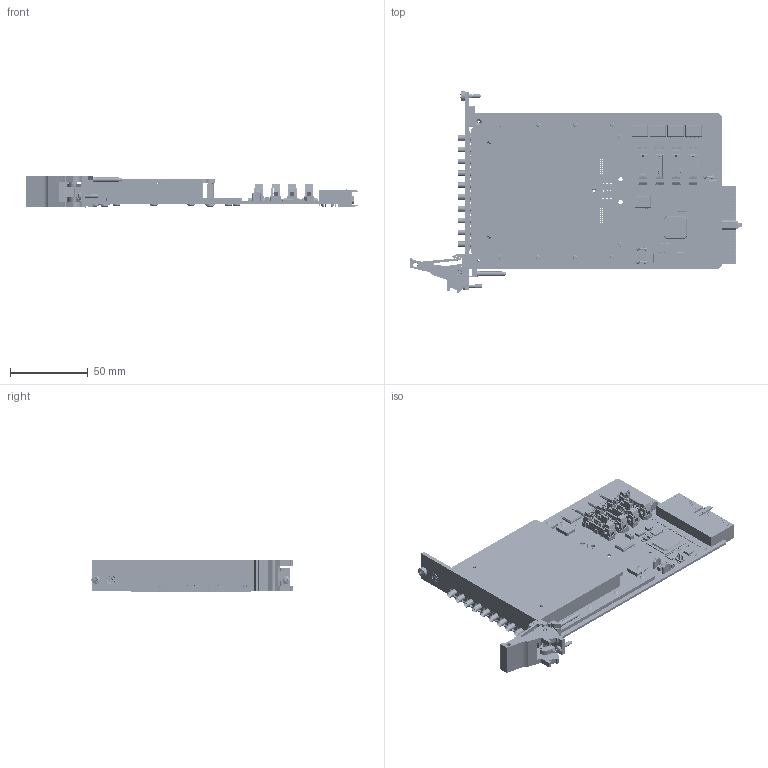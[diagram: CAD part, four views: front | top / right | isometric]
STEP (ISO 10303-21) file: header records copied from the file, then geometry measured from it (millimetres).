
FILE_DESCRIPTION (( 'STEP AP214' ), '1' );
FILE_NAME ('40-876-002 PXI Dual 4CH MUX 50Ohm SMB TERM.STEP', '2013-09-13T13:10:00', ( 'admin' ), ( '' ), 'SwSTEP 2.0', 'SolidWorks 2012', '' );
FILE_SCHEMA (( 'AUTOMOTIVE_DESIGN' ));
Length unit declared in the file: millimetre
Products named in the file (1): 40-876-002 PXI Dual 4CH MUX 50Ohm SMB TERM
Bounding box: 214.01 x 129.67 x 20.19 mm (x, y, z)
Surface area: 84454.2 mm2 (no closed solid volume)
Topology: 0 solids, 639 shells, 4015 faces, 17931 edges, 13962 vertices
Faces by surface type: plane 3080, cylinder 729, cone 107, torus 63, bspline 30, sphere 6
Full cylindrical faces by diameter (mm): 0.2 x1, 0.38 x10, 0.6 x110, 0.762 x21, 0.8 x36, 0.9 x6, 1 x3, 1.496 x2, 1.524 x8, 2 x6, 2.05 x1, 2.45 x6, 2.5 x4, 2.6 x1, 2.7 x3, 2.8 x1, 3 x3, 3.5 x10, 3.65 x10, 3.8 x6, 4.7 x1, 4.85 x13, 5 x5, 5.3 x1, 5.5 x1, 5.9 x1, 6 x1, 6.75 x10, 6.8 x3, 6.85 x10
Entity records: 230404 total; most frequent: CARTESIAN_POINT 46294, DIRECTION 27791, ORIENTED_EDGE 23714, EDGE_CURVE 17353, VERTEX_POINT 13812, VECTOR 13369, LINE 13369, AXIS2_PLACEMENT_3D 7211
